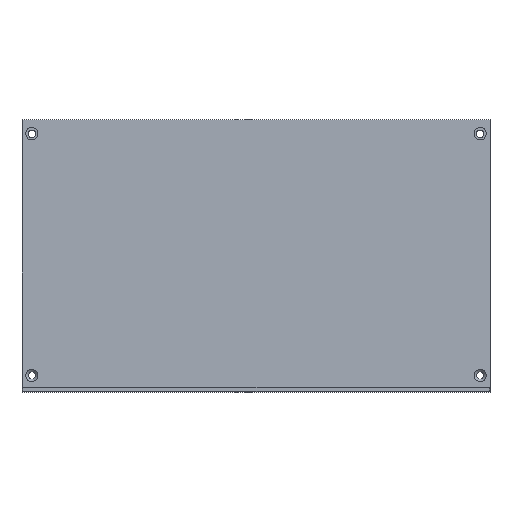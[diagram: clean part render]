
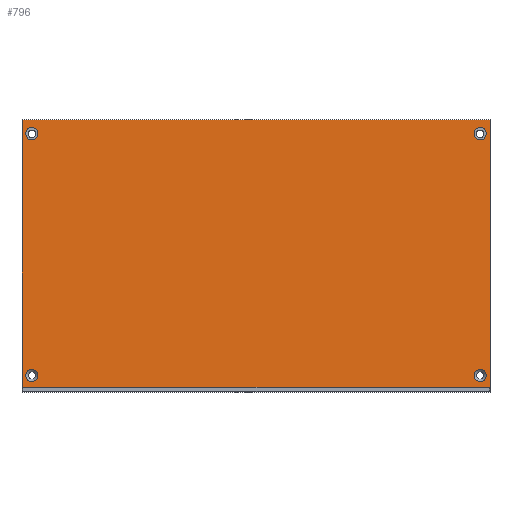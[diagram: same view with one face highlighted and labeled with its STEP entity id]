
A CAD part, front view. The second image highlights one B-rep face of the part: STEP entity #796.
In plain terms, the highlighted planar face has unit normal (0, -0.999, 0.048).
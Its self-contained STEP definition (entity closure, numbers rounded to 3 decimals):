
#41=FACE_BOUND('',#150,.T.);
#42=FACE_BOUND('',#151,.T.);
#43=FACE_BOUND('',#152,.T.);
#44=FACE_BOUND('',#153,.T.);
#61=PLANE('',#865);
#96=FACE_OUTER_BOUND('',#149,.T.);
#149=EDGE_LOOP('',(#577,#578,#579,#580));
#150=EDGE_LOOP('',(#581));
#151=EDGE_LOOP('',(#582));
#152=EDGE_LOOP('',(#583));
#153=EDGE_LOOP('',(#584));
#222=LINE('',#1210,#297);
#223=LINE('',#1212,#298);
#224=LINE('',#1214,#299);
#225=LINE('',#1215,#300);
#297=VECTOR('',#960,10.);
#298=VECTOR('',#961,10.);
#299=VECTOR('',#962,10.);
#300=VECTOR('',#963,10.);
#371=CIRCLE('',#863,2.5);
#373=CIRCLE('',#866,2.5);
#374=CIRCLE('',#867,2.5);
#375=CIRCLE('',#868,2.5);
#394=VERTEX_POINT('',#1202);
#396=VERTEX_POINT('',#1208);
#397=VERTEX_POINT('',#1209);
#398=VERTEX_POINT('',#1211);
#399=VERTEX_POINT('',#1213);
#400=VERTEX_POINT('',#1216);
#401=VERTEX_POINT('',#1218);
#402=VERTEX_POINT('',#1220);
#464=EDGE_CURVE('',#394,#394,#371,.T.);
#467=EDGE_CURVE('',#396,#397,#222,.T.);
#468=EDGE_CURVE('',#397,#398,#223,.T.);
#469=EDGE_CURVE('',#398,#399,#224,.T.);
#470=EDGE_CURVE('',#399,#396,#225,.T.);
#471=EDGE_CURVE('',#400,#400,#373,.T.);
#472=EDGE_CURVE('',#401,#401,#374,.T.);
#473=EDGE_CURVE('',#402,#402,#375,.T.);
#577=ORIENTED_EDGE('',*,*,#467,.T.);
#578=ORIENTED_EDGE('',*,*,#468,.T.);
#579=ORIENTED_EDGE('',*,*,#469,.T.);
#580=ORIENTED_EDGE('',*,*,#470,.T.);
#581=ORIENTED_EDGE('',*,*,#471,.F.);
#582=ORIENTED_EDGE('',*,*,#472,.F.);
#583=ORIENTED_EDGE('',*,*,#473,.F.);
#584=ORIENTED_EDGE('',*,*,#464,.F.);
#796=ADVANCED_FACE('',(#96,#41,#42,#43,#44),#61,.T.);
#863=AXIS2_PLACEMENT_3D('',#1203,#953,#954);
#865=AXIS2_PLACEMENT_3D('',#1207,#958,#959);
#866=AXIS2_PLACEMENT_3D('',#1217,#964,#965);
#867=AXIS2_PLACEMENT_3D('',#1219,#966,#967);
#868=AXIS2_PLACEMENT_3D('',#1221,#968,#969);
#953=DIRECTION('center_axis',(0.,-0.999,0.048));
#954=DIRECTION('ref_axis',(1.,0.,0.));
#958=DIRECTION('center_axis',(0.,-0.999,0.048));
#959=DIRECTION('ref_axis',(0.,0.048,0.999));
#960=DIRECTION('',(1.,0.,0.));
#961=DIRECTION('',(0.,0.048,0.999));
#962=DIRECTION('',(-1.,0.,0.));
#963=DIRECTION('',(0.,-0.048,-0.999));
#964=DIRECTION('center_axis',(0.,-0.999,0.048));
#965=DIRECTION('ref_axis',(1.,0.,0.));
#966=DIRECTION('center_axis',(0.,-0.999,0.048));
#967=DIRECTION('ref_axis',(1.,0.,0.));
#968=DIRECTION('center_axis',(0.,-0.999,0.048));
#969=DIRECTION('ref_axis',(1.,0.,0.));
#1202=CARTESIAN_POINT('',(174.5,-8.216,2.4));
#1203=CARTESIAN_POINT('Origin',(177.,-8.216,2.4));
#1207=CARTESIAN_POINT('Origin',(181.,-8.498,-3.427));
#1208=CARTESIAN_POINT('',(-9.5,-8.45,-2.429));
#1209=CARTESIAN_POINT('',(181.,-8.45,-2.429));
#1210=CARTESIAN_POINT('',(85.75,-8.45,-2.429));
#1211=CARTESIAN_POINT('',(181.,-3.175,106.5));
#1212=CARTESIAN_POINT('',(181.,-8.498,-3.427));
#1213=CARTESIAN_POINT('',(-9.5,-3.175,106.5));
#1214=CARTESIAN_POINT('',(181.,-3.175,106.5));
#1215=CARTESIAN_POINT('',(-9.5,-7.167,24.054));
#1216=CARTESIAN_POINT('',(-8.,-8.216,2.4));
#1217=CARTESIAN_POINT('Origin',(-5.5,-8.216,2.4));
#1218=CARTESIAN_POINT('',(174.5,-3.452,100.785));
#1219=CARTESIAN_POINT('Origin',(177.,-3.452,100.785));
#1220=CARTESIAN_POINT('',(-8.,-3.452,100.785));
#1221=CARTESIAN_POINT('Origin',(-5.5,-3.452,100.785));
